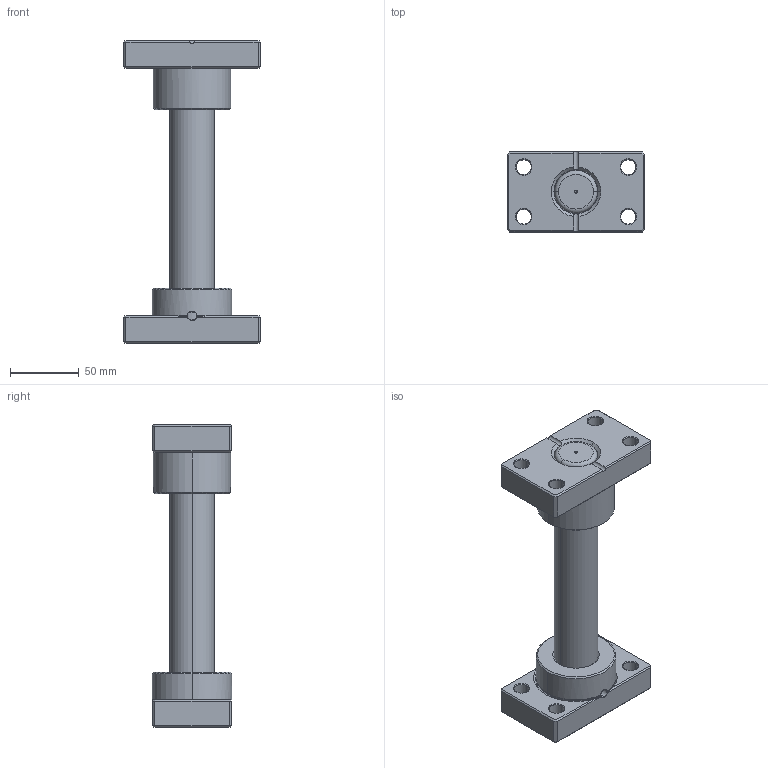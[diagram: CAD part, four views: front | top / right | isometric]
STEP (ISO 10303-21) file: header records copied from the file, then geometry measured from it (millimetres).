
FILE_DESCRIPTION (( 'STEP AP214' ), '1' );
FILE_NAME ('HY-D32-L220.STEP', '2021-09-17T06:28:44', ( 'User' ), ( 'china' ), 'SwSTEP 2.0', 'SolidWorks 2016', '' );
FILE_SCHEMA (( 'AUTOMOTIVE_DESIGN' ));
Length unit declared in the file: millimetre
Products named in the file (4): SZB-D32; HY-D32-L220; MGP-D32-L220; MGH-D32
Assembly tree (3 placements, depth 2):
  HY-D32-L220
    MGH-D32
    MGP-D32-L220
    SZB-D32
Bounding box: 100 x 58 x 220 mm (x, y, z)
Volume: 443529.9 mm3; surface area: 77342.7 mm2
Topology: 3 solids, 3 shells, 207 faces, 488 edges, 283 vertices
Faces by surface type: plane 76, cone 56, cylinder 55, torus 16, bspline 4
Entity records: 6306 total; most frequent: CARTESIAN_POINT 1339, DIRECTION 1060, ORIENTED_EDGE 964, EDGE_CURVE 482, AXIS2_PLACEMENT_3D 400, VERTEX_POINT 283, LINE 260, VECTOR 260
